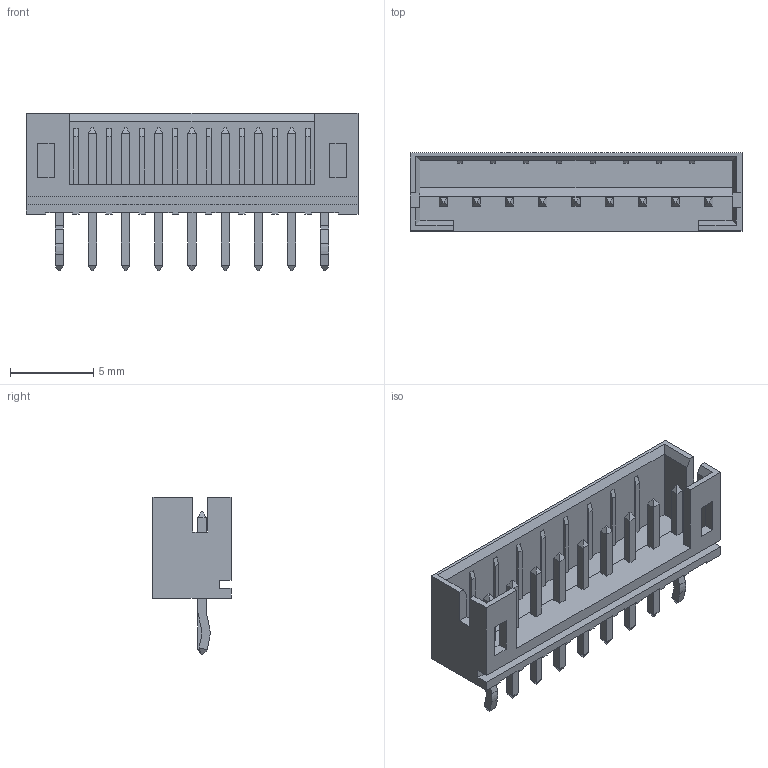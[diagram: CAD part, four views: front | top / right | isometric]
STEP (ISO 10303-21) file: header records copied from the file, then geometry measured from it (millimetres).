
FILE_DESCRIPTION(/* description */ ('Unknown'),/* implementation_level */ '2;1');
FILE_NAME(/* name */ '62000911622',/* time_stamp */ '2018-11-15T11:47:12+01:00',/* author */ ('Unknown'),/* organization */ ('Unknown'),/* preprocessor_version */ 'ST-DEVELOPER v16.7',/* originating_system */ 'DEX',/* authorisation */ $);
FILE_SCHEMA (('AUTOMOTIVE_DESIGN {1 0 10303 214 3 1 1}'));
Length unit declared in the file: millimetre
Products named in the file (4): 6200xx11622; 62000911622; 6200xx11622_Pin1; 6200xx11622_Pin2
Assembly tree (10 placements, depth 2):
  6200xx11622
    62000911622
    6200xx11622_Pin1  x2
    6200xx11622_Pin2  x7
Bounding box: 20 x 4.7 x 9.5 mm (x, y, z)
Volume: 212.6 mm3; surface area: 791.4 mm2
Topology: 10 solids, 10 shells, 289 faces, 731 edges, 462 vertices
Faces by surface type: plane 281, cylinder 8
Entity records: 5935 total; most frequent: CARTESIAN_POINT 1039, ORIENTED_EDGE 1022, DIRECTION 907, EDGE_CURVE 511, LINE 503, VECTOR 503, VERTEX_POINT 334, EDGE_LOOP 205
